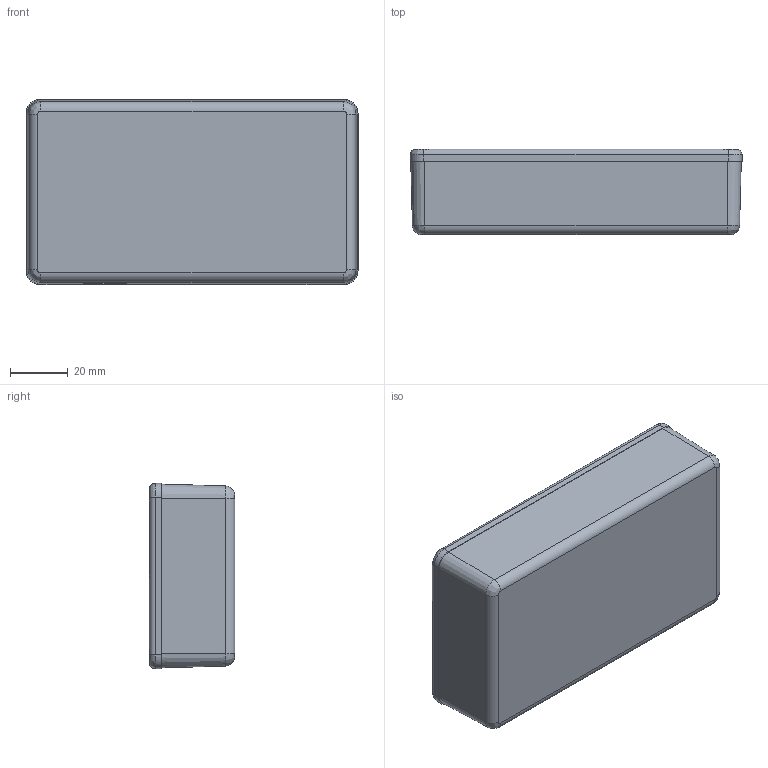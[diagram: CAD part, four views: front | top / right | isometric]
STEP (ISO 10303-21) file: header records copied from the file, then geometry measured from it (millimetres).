
FILE_DESCRIPTION (( 'STEP AP214' ), '1' );
FILE_NAME ('enclosure2.STEP', '2017-12-19T19:30:20', ( '' ), ( '' ), 'SwSTEP 2.0', 'SolidWorks 2017', '' );
FILE_SCHEMA (( 'AUTOMOTIVE_DESIGN' ));
Length unit declared in the file: inch
Products named in the file (3): enclosure2; Deltron Enclosures-deltron-460-0020-sealed-aluminium-enclosure_4 Hole General Purpose Enclosure Lid_Box B Lid_1; Deltron Enclosures-deltron-460-0020-sealed-aluminium-enclosure_4 Hole General Purpose Enclosure_B-Box_1
Assembly tree (2 placements, depth 2):
  enclosure2
    Deltron Enclosures-deltron-460-0020-sealed-aluminium-enclosure_4 Hole General Purpose Enclosure_B-Box_1
    Deltron Enclosures-deltron-460-0020-sealed-aluminium-enclosure_4 Hole General Purpose Enclosure Lid_Box B Lid_1
Bounding box: 114.8 x 29.5 x 64.1 mm (x, y, z)
Volume: 41559.9 mm3; surface area: 47616.8 mm2
Topology: 2 solids, 2 shells, 221 faces, 618 edges, 394 vertices
Faces by surface type: cone 76, plane 59, bspline 50, cylinder 36
Entity records: 11290 total; most frequent: CARTESIAN_POINT 3095, ORIENTED_EDGE 1220, DIRECTION 1028, EDGE_CURVE 610, VERTEX_POINT 394, AXIS2_PLACEMENT_3D 386, LINE 256, VECTOR 256
